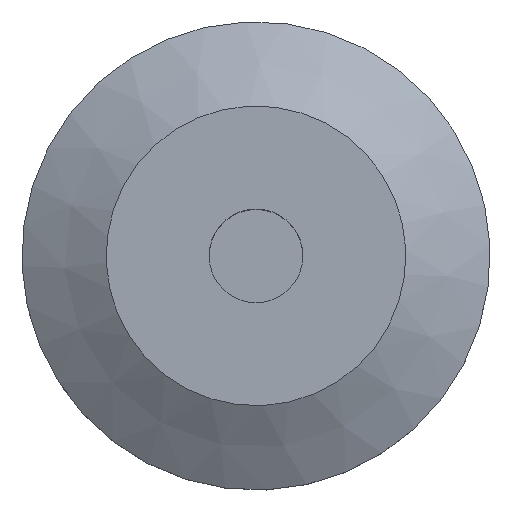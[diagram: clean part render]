
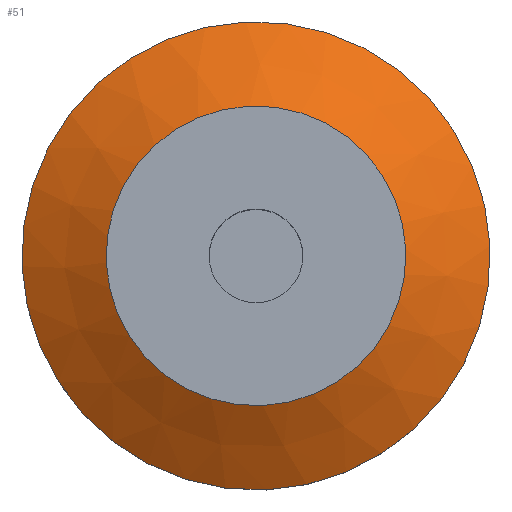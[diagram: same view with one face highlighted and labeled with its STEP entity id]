
A CAD part, top view. The second image highlights one B-rep face of the part: STEP entity #51.
In plain terms, the highlighted conical face has half-angle 60 degrees and reference radius 16 mm.
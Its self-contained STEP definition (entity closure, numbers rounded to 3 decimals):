
#48=CONICAL_SURFACE('',#159,16.,60.);
#51=ADVANCED_FACE('',(#68,#69),#48,.T.);
#68=FACE_BOUND('',#86,.T.);
#69=FACE_BOUND('',#87,.T.);
#86=EDGE_LOOP('',(#106));
#87=EDGE_LOOP('',(#107));
#106=ORIENTED_EDGE('',*,*,#134,.T.);
#107=ORIENTED_EDGE('',*,*,#136,.F.);
#124=VERTEX_POINT('',#222);
#126=VERTEX_POINT('',#227);
#134=EDGE_CURVE('',#124,#124,#144,.T.);
#136=EDGE_CURVE('',#126,#126,#146,.T.);
#144=CIRCLE('',#155,16.);
#146=CIRCLE('',#158,25.);
#155=AXIS2_PLACEMENT_3D('',#221,#178,#179);
#158=AXIS2_PLACEMENT_3D('',#226,#184,#185);
#159=AXIS2_PLACEMENT_3D('',#228,#186,#187);
#178=DIRECTION('',(0.,0.,-1.));
#179=DIRECTION('',(-0.924,-0.383,0.));
#184=DIRECTION('',(0.,0.,-1.));
#185=DIRECTION('',(-0.924,-0.383,0.));
#186=DIRECTION('',(0.,0.,-1.));
#187=DIRECTION('',(0.924,0.383,0.));
#221=CARTESIAN_POINT('',(0.,0.,11.));
#222=CARTESIAN_POINT('',(-14.78,-6.129,11.));
#226=CARTESIAN_POINT('',(0.,0.,5.804));
#227=CARTESIAN_POINT('',(-23.093,-9.576,5.804));
#228=CARTESIAN_POINT('',(0.,0.,11.));
